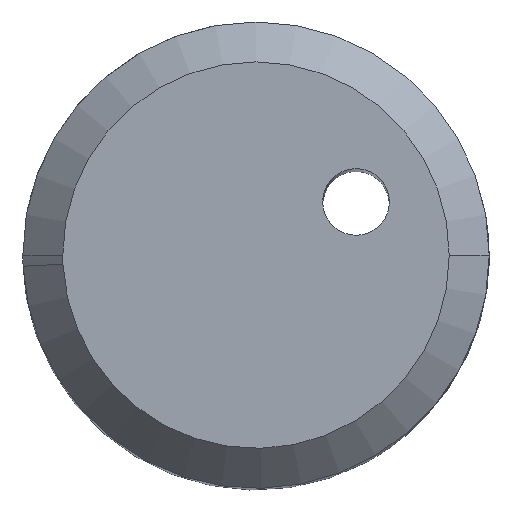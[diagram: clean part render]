
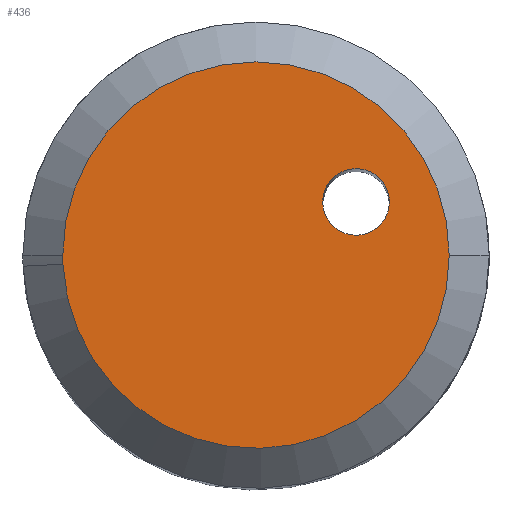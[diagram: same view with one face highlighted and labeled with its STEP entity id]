
A CAD part, top view. The second image highlights one B-rep face of the part: STEP entity #436.
In plain terms, the highlighted planar face has unit normal (0, 0, 1).
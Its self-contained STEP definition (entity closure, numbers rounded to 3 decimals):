
#206=AXIS2_PLACEMENT_3D('Circle Axis2P3D',#204,#205,$) ;
#404=AXIS2_PLACEMENT_3D('Plane Axis2P3D',#401,#402,#403) ;
#408=AXIS2_PLACEMENT_3D('Circle Axis2P3D',#406,#407,$) ;
#417=AXIS2_PLACEMENT_3D('Circle Axis2P3D',#415,#416,$) ;
#424=AXIS2_PLACEMENT_3D('Circle Axis2P3D',#422,#423,$) ;
#201=CARTESIAN_POINT('Vertex',(1.008,0.88,0.)) ;
#204=CARTESIAN_POINT('Axis2P3D Location',(1.501,0.798,0.)) ;
#208=CARTESIAN_POINT('Vertex',(1.994,0.716,0.)) ;
#383=CARTESIAN_POINT('Control Point',(1.008,0.88,0.)) ;
#384=CARTESIAN_POINT('Control Point',(1.034,1.035,0.)) ;
#385=CARTESIAN_POINT('Control Point',(1.12,1.18,0.)) ;
#386=CARTESIAN_POINT('Control Point',(1.263,1.282,0.)) ;
#387=CARTESIAN_POINT('Control Point',(1.593,1.352,0.)) ;
#388=CARTESIAN_POINT('Control Point',(1.883,1.179,0.)) ;
#389=CARTESIAN_POINT('Control Point',(1.985,1.036,0.)) ;
#390=CARTESIAN_POINT('Control Point',(2.02,0.871,0.)) ;
#391=CARTESIAN_POINT('Control Point',(1.994,0.716,0.)) ;
#401=CARTESIAN_POINT('Axis2P3D Location',(0.,0.,0.)) ;
#406=CARTESIAN_POINT('Axis2P3D Location',(0.,0.,0.)) ;
#410=CARTESIAN_POINT('Vertex',(-2.9,0.,0.)) ;
#412=CARTESIAN_POINT('Vertex',(2.9,0.,0.)) ;
#415=CARTESIAN_POINT('Axis2P3D Location',(0.,0.,0.)) ;
#419=CARTESIAN_POINT('Vertex',(-2.897,-0.137,0.)) ;
#422=CARTESIAN_POINT('Axis2P3D Location',(0.,0.,0.)) ;
#205=DIRECTION('Axis2P3D Direction',(0.,0.,-1.)) ;
#402=DIRECTION('Axis2P3D Direction',(0.,0.,-1.)) ;
#403=DIRECTION('Axis2P3D XDirection',(-1.,0.,0.)) ;
#407=DIRECTION('Axis2P3D Direction',(0.,0.,-1.)) ;
#416=DIRECTION('Axis2P3D Direction',(0.,0.,-1.)) ;
#423=DIRECTION('Axis2P3D Direction',(0.,0.,-1.)) ;
#428=ORIENTED_EDGE('',*,*,#414,.F.) ;
#429=ORIENTED_EDGE('',*,*,#421,.F.) ;
#430=ORIENTED_EDGE('',*,*,#426,.F.) ;
#433=ORIENTED_EDGE('',*,*,#392,.T.) ;
#434=ORIENTED_EDGE('',*,*,#210,.T.) ;
#435=FACE_BOUND('',#432,.T.) ;
#436=ADVANCED_FACE('NOCUT',(#431,#435),#405,.F.) ;
#382=B_SPLINE_CURVE_WITH_KNOTS('',5,(#383,#384,#385,#386,#387,#388,#389,#390,#391),.UNSPECIFIED.,.F.,.U.,(6,3,6),(-0.785,0.,0.785),.UNSPECIFIED.) ;
#207=CIRCLE('generated circle',#206,0.5) ;
#409=CIRCLE('generated circle',#408,2.9) ;
#418=CIRCLE('generated circle',#417,2.9) ;
#425=CIRCLE('generated circle',#424,2.9) ;
#210=EDGE_CURVE('',#209,#202,#207,.T.) ;
#392=EDGE_CURVE('',#202,#209,#382,.T.) ;
#414=EDGE_CURVE('',#411,#413,#409,.T.) ;
#421=EDGE_CURVE('',#420,#411,#418,.T.) ;
#426=EDGE_CURVE('',#413,#420,#425,.T.) ;
#427=EDGE_LOOP('',(#428,#429,#430)) ;
#432=EDGE_LOOP('',(#433,#434)) ;
#431=FACE_OUTER_BOUND('',#427,.T.) ;
#405=PLANE('',#404) ;
#202=VERTEX_POINT('',#201) ;
#209=VERTEX_POINT('',#208) ;
#411=VERTEX_POINT('',#410) ;
#413=VERTEX_POINT('',#412) ;
#420=VERTEX_POINT('',#419) ;
